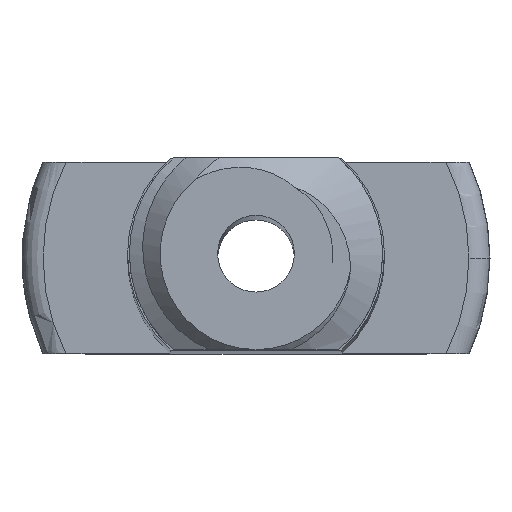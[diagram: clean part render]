
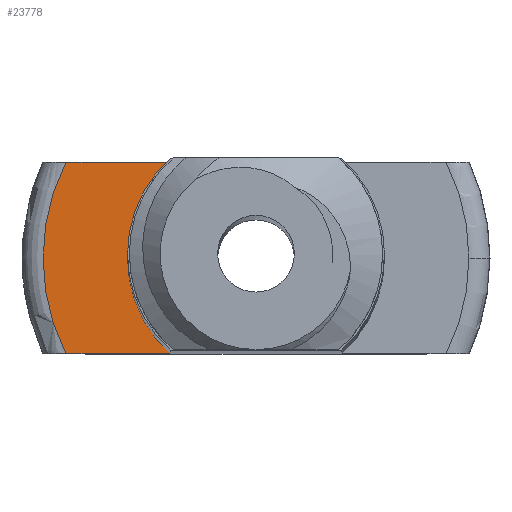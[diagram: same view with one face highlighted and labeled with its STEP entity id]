
A CAD part, top view. The second image highlights one B-rep face of the part: STEP entity #23778.
In plain terms, the highlighted planar face has unit normal (0, 0, 1).
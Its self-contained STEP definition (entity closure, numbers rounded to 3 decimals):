
#5492 = PLANE('',#5493);
#5493 = AXIS2_PLACEMENT_3D('',#5494,#5495,#5496);
#5494 = CARTESIAN_POINT('',(-12.5,-2.5,200.));
#5495 = DIRECTION('',(0.,1.,0.));
#5496 = DIRECTION('',(-1.,0.,0.));
#6281 = PLANE('',#6282);
#6282 = AXIS2_PLACEMENT_3D('',#6283,#6284,#6285);
#6283 = CARTESIAN_POINT('',(-12.5,2.5,200.));
#6284 = DIRECTION('',(0.,-1.,0.));
#6285 = DIRECTION('',(1.,0.,0.));
#7964 = VERTEX_POINT('',#7965);
#7965 = CARTESIAN_POINT('',(-2.23,-2.5,0.));
#7979 = CYLINDRICAL_SURFACE('',#7980,3.35);
#7980 = AXIS2_PLACEMENT_3D('',#7981,#7982,#7983);
#7981 = CARTESIAN_POINT('',(0.,0.,57.975
    ));
#7982 = DIRECTION('',(0.,0.,-1.));
#7983 = DIRECTION('',(1.,0.,0.));
#7991 = EDGE_CURVE('',#7992,#7964,#7994,.T.);
#7992 = VERTEX_POINT('',#7993);
#7993 = CARTESIAN_POINT('',(-4.955,-2.5,0.));
#7994 = SURFACE_CURVE('',#7995,(#7999,#8006),.PCURVE_S1.);
#7995 = LINE('',#7996,#7997);
#7996 = CARTESIAN_POINT('',(-6.25,-2.5,0.));
#7997 = VECTOR('',#7998,1.);
#7998 = DIRECTION('',(1.,0.,0.));
#7999 = PCURVE('',#5492,#8000);
#8000 = DEFINITIONAL_REPRESENTATION('',(#8001),#8005);
#8001 = LINE('',#8002,#8003);
#8002 = CARTESIAN_POINT('',(-6.25,-200.));
#8003 = VECTOR('',#8004,1.);
#8004 = DIRECTION('',(-1.,0.));
#8005 = ( GEOMETRIC_REPRESENTATION_CONTEXT(2) 
PARAMETRIC_REPRESENTATION_CONTEXT() REPRESENTATION_CONTEXT('2D SPACE',''
  ) );
#8006 = PCURVE('',#8007,#8012);
#8007 = PLANE('',#8008);
#8008 = AXIS2_PLACEMENT_3D('',#8009,#8010,#8011);
#8009 = CARTESIAN_POINT('',(0.,0.,
    0.));
#8010 = DIRECTION('',(0.,0.,-1.));
#8011 = DIRECTION('',(1.,0.,0.));
#8012 = DEFINITIONAL_REPRESENTATION('',(#8013),#8017);
#8013 = LINE('',#8014,#8015);
#8014 = CARTESIAN_POINT('',(-6.25,2.5));
#8015 = VECTOR('',#8016,1.);
#8016 = DIRECTION('',(1.,0.));
#8017 = ( GEOMETRIC_REPRESENTATION_CONTEXT(2) 
PARAMETRIC_REPRESENTATION_CONTEXT() REPRESENTATION_CONTEXT('2D SPACE',''
  ) );
#8073 = TOROIDAL_SURFACE('',#8074,5.55,0.55);
#8074 = AXIS2_PLACEMENT_3D('',#8075,#8076,#8077);
#8075 = CARTESIAN_POINT('',(0.,0.,-0.55)
  );
#8076 = DIRECTION('',(0.,0.,1.));
#8077 = DIRECTION('',(1.,0.,0.));
#22496 = VERTEX_POINT('',#22497);
#22497 = CARTESIAN_POINT('',(-2.23,2.5,0.));
#22518 = EDGE_CURVE('',#22519,#22496,#22521,.T.);
#22519 = VERTEX_POINT('',#22520);
#22520 = CARTESIAN_POINT('',(-4.955,2.5,0.));
#22521 = SURFACE_CURVE('',#22522,(#22526,#22533),.PCURVE_S1.);
#22522 = LINE('',#22523,#22524);
#22523 = CARTESIAN_POINT('',(-6.25,2.5,0.));
#22524 = VECTOR('',#22525,1.);
#22525 = DIRECTION('',(1.,0.,0.));
#22526 = PCURVE('',#6281,#22527);
#22527 = DEFINITIONAL_REPRESENTATION('',(#22528),#22532);
#22528 = LINE('',#22529,#22530);
#22529 = CARTESIAN_POINT('',(6.25,-200.));
#22530 = VECTOR('',#22531,1.);
#22531 = DIRECTION('',(1.,0.));
#22532 = ( GEOMETRIC_REPRESENTATION_CONTEXT(2) 
PARAMETRIC_REPRESENTATION_CONTEXT() REPRESENTATION_CONTEXT('2D SPACE',''
  ) );
#22533 = PCURVE('',#8007,#22534);
#22534 = DEFINITIONAL_REPRESENTATION('',(#22535),#22539);
#22535 = LINE('',#22536,#22537);
#22536 = CARTESIAN_POINT('',(-6.25,-2.5));
#22537 = VECTOR('',#22538,1.);
#22538 = DIRECTION('',(1.,0.));
#22539 = ( GEOMETRIC_REPRESENTATION_CONTEXT(2) 
PARAMETRIC_REPRESENTATION_CONTEXT() REPRESENTATION_CONTEXT('2D SPACE',''
  ) );
#23707 = EDGE_CURVE('',#7964,#22496,#23708,.T.);
#23708 = SURFACE_CURVE('',#23709,(#23714,#23721),.PCURVE_S1.);
#23709 = CIRCLE('',#23710,3.35);
#23710 = AXIS2_PLACEMENT_3D('',#23711,#23712,#23713);
#23711 = CARTESIAN_POINT('',(0.,0.,
    0.));
#23712 = DIRECTION('',(0.,0.,-1.));
#23713 = DIRECTION('',(1.,0.,0.));
#23714 = PCURVE('',#7979,#23715);
#23715 = DEFINITIONAL_REPRESENTATION('',(#23716),#23720);
#23716 = LINE('',#23717,#23718);
#23717 = CARTESIAN_POINT('',(0.,57.975));
#23718 = VECTOR('',#23719,1.);
#23719 = DIRECTION('',(1.,0.));
#23720 = ( GEOMETRIC_REPRESENTATION_CONTEXT(2) 
PARAMETRIC_REPRESENTATION_CONTEXT() REPRESENTATION_CONTEXT('2D SPACE',''
  ) );
#23721 = PCURVE('',#8007,#23722);
#23722 = DEFINITIONAL_REPRESENTATION('',(#23723),#23727);
#23723 = CIRCLE('',#23724,3.35);
#23724 = AXIS2_PLACEMENT_2D('',#23725,#23726);
#23725 = CARTESIAN_POINT('',(0.,0.));
#23726 = DIRECTION('',(1.,0.));
#23727 = ( GEOMETRIC_REPRESENTATION_CONTEXT(2) 
PARAMETRIC_REPRESENTATION_CONTEXT() REPRESENTATION_CONTEXT('2D SPACE',''
  ) );
#23778 = ADVANCED_FACE('',(#23779),#8007,.F.);
#23779 = FACE_BOUND('',#23780,.T.);
#23780 = EDGE_LOOP('',(#23781,#23782,#23783,#23784));
#23781 = ORIENTED_EDGE('',*,*,#7991,.T.);
#23782 = ORIENTED_EDGE('',*,*,#23707,.T.);
#23783 = ORIENTED_EDGE('',*,*,#22518,.F.);
#23784 = ORIENTED_EDGE('',*,*,#23785,.F.);
#23785 = EDGE_CURVE('',#7992,#22519,#23786,.T.);
#23786 = SURFACE_CURVE('',#23787,(#23792,#23799),.PCURVE_S1.);
#23787 = CIRCLE('',#23788,5.55);
#23788 = AXIS2_PLACEMENT_3D('',#23789,#23790,#23791);
#23789 = CARTESIAN_POINT('',(0.,0.,
    0.));
#23790 = DIRECTION('',(0.,0.,-1.));
#23791 = DIRECTION('',(1.,0.,0.));
#23792 = PCURVE('',#8007,#23793);
#23793 = DEFINITIONAL_REPRESENTATION('',(#23794),#23798);
#23794 = CIRCLE('',#23795,5.55);
#23795 = AXIS2_PLACEMENT_2D('',#23796,#23797);
#23796 = CARTESIAN_POINT('',(0.,0.));
#23797 = DIRECTION('',(1.,0.));
#23798 = ( GEOMETRIC_REPRESENTATION_CONTEXT(2) 
PARAMETRIC_REPRESENTATION_CONTEXT() REPRESENTATION_CONTEXT('2D SPACE',''
  ) );
#23799 = PCURVE('',#8073,#23800);
#23800 = DEFINITIONAL_REPRESENTATION('',(#23801),#23805);
#23801 = LINE('',#23802,#23803);
#23802 = CARTESIAN_POINT('',(-0.,7.854));
#23803 = VECTOR('',#23804,1.);
#23804 = DIRECTION('',(-1.,0.));
#23805 = ( GEOMETRIC_REPRESENTATION_CONTEXT(2) 
PARAMETRIC_REPRESENTATION_CONTEXT() REPRESENTATION_CONTEXT('2D SPACE',''
  ) );
